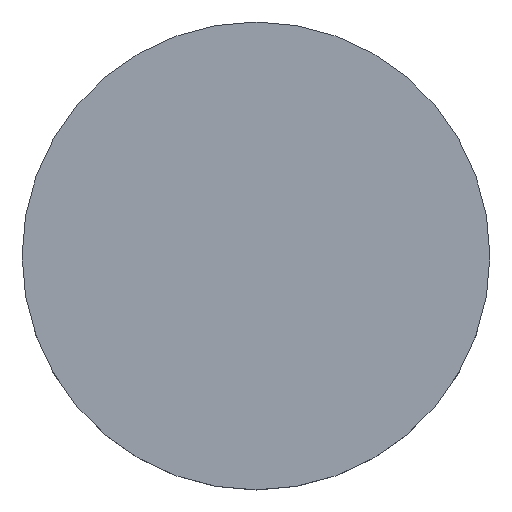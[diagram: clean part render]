
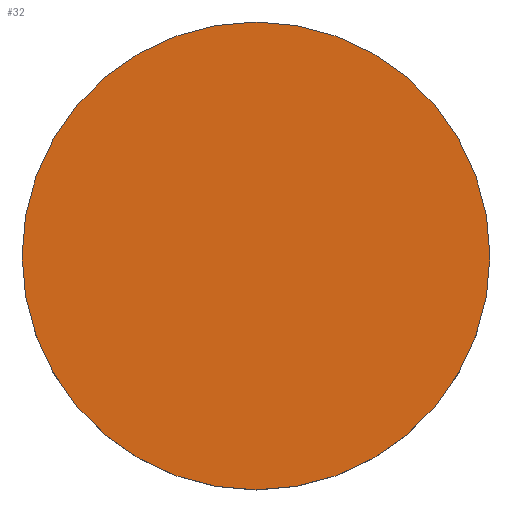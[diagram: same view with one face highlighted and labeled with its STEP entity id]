
A CAD part, top view. The second image highlights one B-rep face of the part: STEP entity #32.
In plain terms, the highlighted planar face has unit normal (0, 0, 1).
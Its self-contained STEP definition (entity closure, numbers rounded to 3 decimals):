
#3 = CIRCLE ( 'NONE', #77, 12.7 ) ;
#32 = ADVANCED_FACE ( 'NONE', ( #204 ), #134, .T. ) ;
#46 = CARTESIAN_POINT ( 'NONE',  ( 0., 0., 3.8 ) ) ;
#77 = AXIS2_PLACEMENT_3D ( 'NONE', #113, #177, #215 ) ;
#89 = CARTESIAN_POINT ( 'NONE',  ( 0., 26.112, 3.8 ) ) ;
#95 = EDGE_CURVE ( 'NONE', #167, #217, #230, .T. ) ;
#102 = ORIENTED_EDGE ( 'NONE', *, *, #158, .F. ) ;
#106 = DIRECTION ( 'NONE',  ( 1., 0., 0. ) ) ;
#113 = CARTESIAN_POINT ( 'NONE',  ( 0., 0., 3.8 ) ) ;
#115 = EDGE_LOOP ( 'NONE', ( #193, #102 ) ) ;
#116 = AXIS2_PLACEMENT_3D ( 'NONE', #46, #135, #172 ) ;
#121 = CARTESIAN_POINT ( 'NONE',  ( -12.7, 0., 3.8 ) ) ;
#134 = PLANE ( 'NONE',  #175 ) ;
#135 = DIRECTION ( 'NONE',  ( 0., 0., -1. ) ) ;
#158 = EDGE_CURVE ( 'NONE', #217, #167, #3, .T. ) ;
#167 = VERTEX_POINT ( 'NONE', #201 ) ;
#172 = DIRECTION ( 'NONE',  ( 1., 0., 0. ) ) ;
#175 = AXIS2_PLACEMENT_3D ( 'NONE', #89, #211, #106 ) ;
#177 = DIRECTION ( 'NONE',  ( 0., 0., -1. ) ) ;
#193 = ORIENTED_EDGE ( 'NONE', *, *, #95, .F. ) ;
#201 = CARTESIAN_POINT ( 'NONE',  ( 12.7, 0., 3.8 ) ) ;
#204 = FACE_OUTER_BOUND ( 'NONE', #115, .T. ) ;
#211 = DIRECTION ( 'NONE',  ( 0., 0., 1. ) ) ;
#215 = DIRECTION ( 'NONE',  ( 1., 0., 0. ) ) ;
#217 = VERTEX_POINT ( 'NONE', #121 ) ;
#230 = CIRCLE ( 'NONE', #116, 12.7 ) ;
